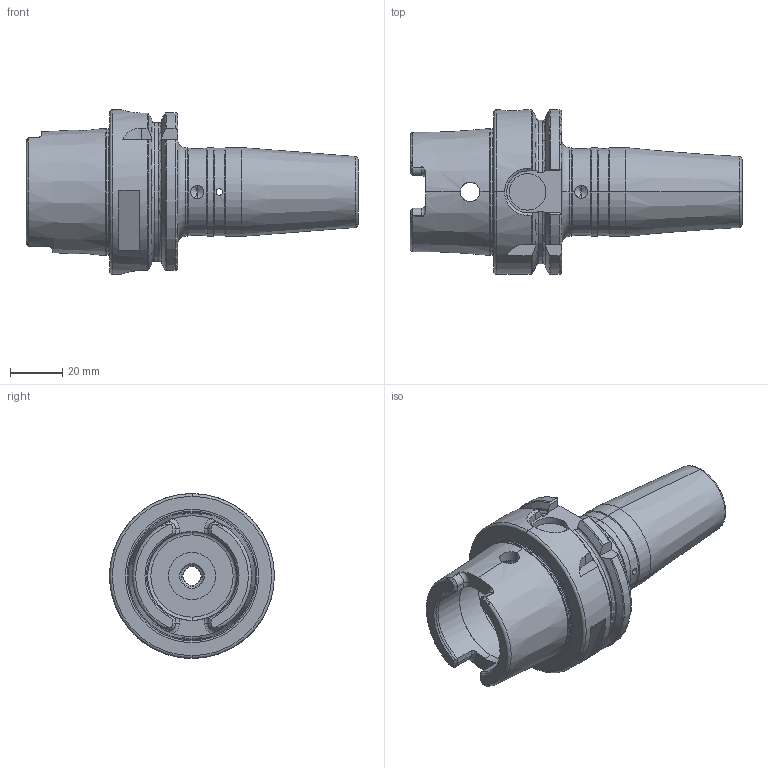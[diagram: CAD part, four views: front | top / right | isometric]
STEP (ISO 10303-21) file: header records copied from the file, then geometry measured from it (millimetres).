
FILE_DESCRIPTION (( 'STEP AP203' ), '1' );
FILE_NAME ('HA63A260-16095HP1.STEP', '2020-12-29T03:23:32', ( 'user' ), ( '' ), 'SwSTEP 2.0', 'SolidWorks 2013', '' );
FILE_SCHEMA (( 'CONFIG_CONTROL_DESIGN' ));
Length unit declared in the file: millimetre
Products named in the file (1): HA63A260-16095HP1
Bounding box: 127 x 63 x 63 mm (x, y, z)
Volume: 122343.4 mm3; surface area: 33164.4 mm2
Topology: 1 solids, 1 shells, 247 faces, 633 edges, 382 vertices
Faces by surface type: cylinder 78, plane 66, cone 52, torus 39, bspline 12
Entity records: 9228 total; most frequent: CARTESIAN_POINT 3464, ORIENTED_EDGE 1250, DIRECTION 1123, EDGE_CURVE 625, AXIS2_PLACEMENT_3D 449, VERTEX_POINT 382, EDGE_LOOP 263, FACE_OUTER_BOUND 247
